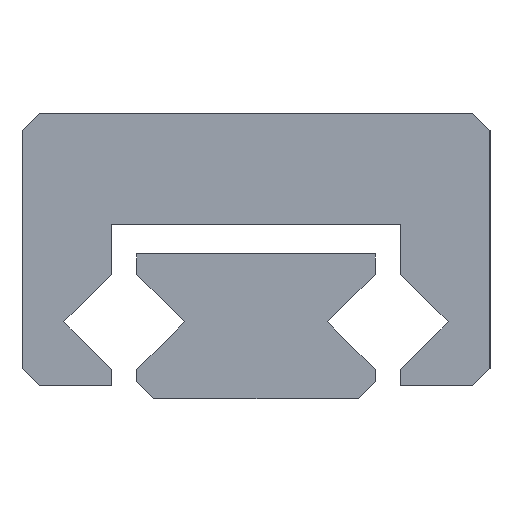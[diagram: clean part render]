
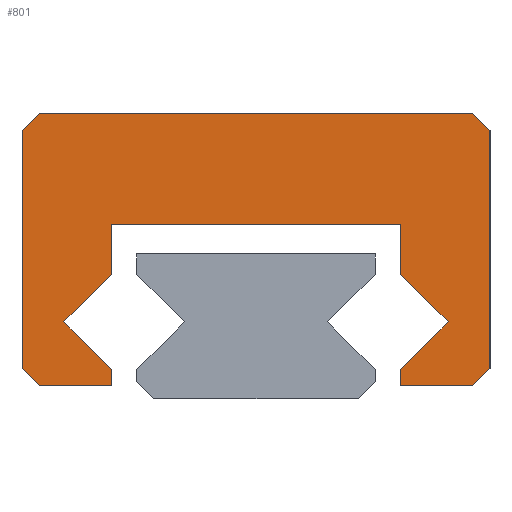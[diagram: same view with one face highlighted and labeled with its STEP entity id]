
A CAD part, left-side view. The second image highlights one B-rep face of the part: STEP entity #801.
In plain terms, the highlighted planar face has unit normal (-1, 0, 0).
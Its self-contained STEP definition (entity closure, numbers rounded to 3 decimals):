
#801=ADVANCED_FACE('',(#1010),#916,.F.);
#916=PLANE('',#2821);
#1010=FACE_OUTER_BOUND('',#1147,.T.);
#1147=EDGE_LOOP('',(#1467,#1468,#1469,#1470,#1471,#1472,#1473,#1474,#1475,
#1476,#1477,#1478,#1479,#1480,#1481,#1482,#1483,#1484));
#1467=ORIENTED_EDGE('',*,*,#2159,.F.);
#1468=ORIENTED_EDGE('',*,*,#2207,.T.);
#1469=ORIENTED_EDGE('',*,*,#2146,.F.);
#1470=ORIENTED_EDGE('',*,*,#2208,.T.);
#1471=ORIENTED_EDGE('',*,*,#2199,.F.);
#1472=ORIENTED_EDGE('',*,*,#2209,.T.);
#1473=ORIENTED_EDGE('',*,*,#2195,.F.);
#1474=ORIENTED_EDGE('',*,*,#2210,.T.);
#1475=ORIENTED_EDGE('',*,*,#2190,.F.);
#1476=ORIENTED_EDGE('',*,*,#2187,.F.);
#1477=ORIENTED_EDGE('',*,*,#2184,.F.);
#1478=ORIENTED_EDGE('',*,*,#2181,.F.);
#1479=ORIENTED_EDGE('',*,*,#2178,.F.);
#1480=ORIENTED_EDGE('',*,*,#2175,.F.);
#1481=ORIENTED_EDGE('',*,*,#2170,.F.);
#1482=ORIENTED_EDGE('',*,*,#2167,.F.);
#1483=ORIENTED_EDGE('',*,*,#2164,.F.);
#1484=ORIENTED_EDGE('',*,*,#2161,.F.);
#1928=VERTEX_POINT('',#3731);
#1929=VERTEX_POINT('',#3732);
#1941=VERTEX_POINT('',#3757);
#1942=VERTEX_POINT('',#3759);
#1943=VERTEX_POINT('',#3763);
#1945=VERTEX_POINT('',#3769);
#1947=VERTEX_POINT('',#3775);
#1949=VERTEX_POINT('',#3781);
#1953=VERTEX_POINT('',#3791);
#1955=VERTEX_POINT('',#3797);
#1957=VERTEX_POINT('',#3803);
#1959=VERTEX_POINT('',#3809);
#1961=VERTEX_POINT('',#3815);
#1963=VERTEX_POINT('',#3821);
#1967=VERTEX_POINT('',#3830);
#1968=VERTEX_POINT('',#3832);
#1971=VERTEX_POINT('',#3840);
#1972=VERTEX_POINT('',#3841);
#2146=EDGE_CURVE('',#1928,#1929,#2404,.T.);
#2159=EDGE_CURVE('',#1941,#1942,#2417,.T.);
#2161=EDGE_CURVE('',#1942,#1943,#2419,.T.);
#2164=EDGE_CURVE('',#1943,#1945,#2422,.T.);
#2167=EDGE_CURVE('',#1945,#1947,#2425,.T.);
#2170=EDGE_CURVE('',#1947,#1949,#2428,.T.);
#2175=EDGE_CURVE('',#1949,#1953,#2431,.T.);
#2178=EDGE_CURVE('',#1953,#1955,#2434,.T.);
#2181=EDGE_CURVE('',#1955,#1957,#2437,.T.);
#2184=EDGE_CURVE('',#1957,#1959,#2440,.T.);
#2187=EDGE_CURVE('',#1959,#1961,#2443,.T.);
#2190=EDGE_CURVE('',#1961,#1963,#2446,.T.);
#2195=EDGE_CURVE('',#1967,#1968,#2451,.T.);
#2199=EDGE_CURVE('',#1971,#1972,#2453,.T.);
#2207=EDGE_CURVE('',#1941,#1929,#2461,.T.);
#2208=EDGE_CURVE('',#1928,#1972,#2462,.T.);
#2209=EDGE_CURVE('',#1971,#1968,#2463,.T.);
#2210=EDGE_CURVE('',#1967,#1963,#2464,.T.);
#2404=LINE('',#3730,#2611);
#2417=LINE('',#3758,#2624);
#2419=LINE('',#3762,#2626);
#2422=LINE('',#3768,#2629);
#2425=LINE('',#3774,#2632);
#2428=LINE('',#3780,#2635);
#2431=LINE('',#3790,#2638);
#2434=LINE('',#3796,#2641);
#2437=LINE('',#3802,#2644);
#2440=LINE('',#3808,#2647);
#2443=LINE('',#3814,#2650);
#2446=LINE('',#3820,#2653);
#2451=LINE('',#3831,#2658);
#2453=LINE('',#3839,#2660);
#2461=LINE('',#3853,#2668);
#2462=LINE('',#3854,#2669);
#2463=LINE('',#3855,#2670);
#2464=LINE('',#3856,#2671);
#2611=VECTOR('',#3020,1.);
#2624=VECTOR('',#3035,1.);
#2626=VECTOR('',#3039,1.);
#2629=VECTOR('',#3044,1.);
#2632=VECTOR('',#3049,1.);
#2635=VECTOR('',#3054,1.);
#2638=VECTOR('',#3063,1.);
#2641=VECTOR('',#3068,1.);
#2644=VECTOR('',#3073,1.);
#2647=VECTOR('',#3078,1.);
#2650=VECTOR('',#3083,1.);
#2653=VECTOR('',#3088,1.);
#2658=VECTOR('',#3095,1.);
#2660=VECTOR('',#3103,1.);
#2668=VECTOR('',#3115,1.);
#2669=VECTOR('',#3116,1.);
#2670=VECTOR('',#3117,1.);
#2671=VECTOR('',#3118,1.);
#2821=AXIS2_PLACEMENT_3D('',#3857,#3119,#3120);
#3020=DIRECTION('',(0.,0.,-1.));
#3035=DIRECTION('',(0.,1.,0.));
#3039=DIRECTION('',(0.,0.,1.));
#3044=DIRECTION('',(0.,-0.707,0.707));
#3049=DIRECTION('',(0.,0.707,0.707));
#3054=DIRECTION('',(0.,0.,1.));
#3063=DIRECTION('',(0.,1.,0.));
#3068=DIRECTION('',(0.,0.,-1.));
#3073=DIRECTION('',(0.,0.707,-0.707));
#3078=DIRECTION('',(0.,-0.707,-0.707));
#3083=DIRECTION('',(0.,0.,-1.));
#3088=DIRECTION('',(0.,1.,0.));
#3095=DIRECTION('',(0.,0.,1.));
#3103=DIRECTION('',(0.,-1.,0.));
#3115=DIRECTION('',(0.,-0.707,0.707));
#3116=DIRECTION('',(0.,0.707,0.707));
#3117=DIRECTION('',(0.,0.707,-0.707));
#3118=DIRECTION('',(0.,-0.707,-0.707));
#3119=DIRECTION('',(1.,0.,0.));
#3120=DIRECTION('',(0.,0.,-1.));
#3730=CARTESIAN_POINT('',(-12.5,-2.75,3.35));
#3731=CARTESIAN_POINT('',(-12.5,-2.75,3.15));
#3732=CARTESIAN_POINT('',(-12.5,-2.75,0.35));
#3757=CARTESIAN_POINT('',(-12.5,-2.55,0.15));
#3758=CARTESIAN_POINT('',(-12.5,-2.75,0.15));
#3759=CARTESIAN_POINT('',(-12.5,-1.7,0.15));
#3762=CARTESIAN_POINT('',(-12.5,-1.7,0.15));
#3763=CARTESIAN_POINT('',(-12.5,-1.7,0.343));
#3768=CARTESIAN_POINT('',(-12.5,-1.7,0.343));
#3769=CARTESIAN_POINT('',(-12.5,-2.257,0.9));
#3774=CARTESIAN_POINT('',(-12.5,-2.257,0.9));
#3775=CARTESIAN_POINT('',(-12.5,-1.7,1.457));
#3780=CARTESIAN_POINT('',(-12.5,-1.7,1.457));
#3781=CARTESIAN_POINT('',(-12.5,-1.7,2.05));
#3790=CARTESIAN_POINT('',(-12.5,-1.7,2.05));
#3791=CARTESIAN_POINT('',(-12.5,1.7,2.05));
#3796=CARTESIAN_POINT('',(-12.5,1.7,2.05));
#3797=CARTESIAN_POINT('',(-12.5,1.7,1.457));
#3802=CARTESIAN_POINT('',(-12.5,1.7,1.457));
#3803=CARTESIAN_POINT('',(-12.5,2.257,0.9));
#3808=CARTESIAN_POINT('',(-12.5,2.257,0.9));
#3809=CARTESIAN_POINT('',(-12.5,1.7,0.343));
#3814=CARTESIAN_POINT('',(-12.5,1.7,0.343));
#3815=CARTESIAN_POINT('',(-12.5,1.7,0.15));
#3820=CARTESIAN_POINT('',(-12.5,1.7,0.15));
#3821=CARTESIAN_POINT('',(-12.5,2.55,0.15));
#3830=CARTESIAN_POINT('',(-12.5,2.75,0.35));
#3831=CARTESIAN_POINT('',(-12.5,2.75,0.15));
#3832=CARTESIAN_POINT('',(-12.5,2.75,3.15));
#3839=CARTESIAN_POINT('',(-12.5,2.75,3.35));
#3840=CARTESIAN_POINT('',(-12.5,2.55,3.35));
#3841=CARTESIAN_POINT('',(-12.5,-2.55,3.35));
#3853=CARTESIAN_POINT('',(-12.5,-2.55,0.15));
#3854=CARTESIAN_POINT('',(-12.5,-2.75,3.15));
#3855=CARTESIAN_POINT('',(-12.5,2.55,3.35));
#3856=CARTESIAN_POINT('',(-12.5,2.75,0.35));
#3857=CARTESIAN_POINT('',(-12.5,0.,0.));
